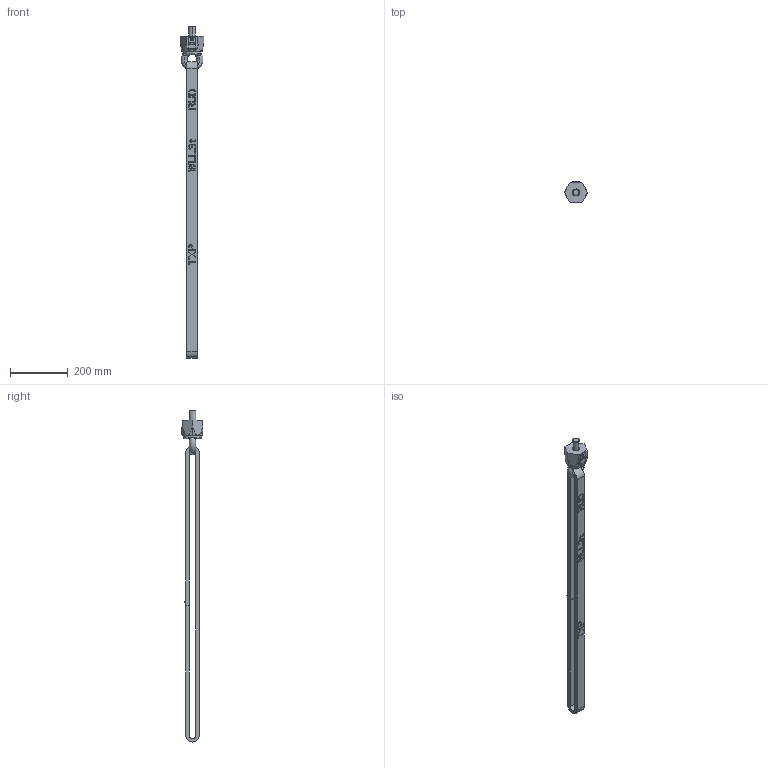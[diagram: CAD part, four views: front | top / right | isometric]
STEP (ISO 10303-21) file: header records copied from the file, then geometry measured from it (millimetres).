
FILE_DESCRIPTION((''),'2;1');
FILE_NAME('001-M36286-P-1_ASM','2021-03-11T',('Anja.Joas'),(''),'PRO/ENGINEER BY PARAMETRIC TECHNOLOGY CORPORATION, 2011490','PRO/ENGINEER BY PARAMETRIC TECHNOLOGY CORPORATION, 2011490','');
FILE_SCHEMA(('CONFIG_CONTROL_DESIGN'));
Length unit declared in the file: millimetre
Products named in the file (5): 001-M31525-P-40_AF0; 001-M34905-P-1_AF1; 001-M36234-P-1; 001-M36234-P-3; 001-M36286-P-1_ASM
Assembly tree (4 placements, depth 2):
  001-M36286-P-1_ASM
    001-M31525-P-40_AF0
    001-M34905-P-1_AF1
    001-M36234-P-1
    001-M36234-P-3
Bounding box: 80 x 73.5 x 1148 mm (x, y, z)
Volume: 1139543.9 mm3; surface area: 245993 mm2
Topology: 4 solids, 4 shells, 1146 faces, 3163 edges, 2079 vertices
Faces by surface type: plane 1021, cylinder 45, torus 31, bspline 31, cone 18
Entity records: 38198 total; most frequent: CARTESIAN_POINT 9048, ORIENTED_EDGE 6326, DIRECTION 5461, EDGE_CURVE 3163, VECTOR 2883, LINE 2883, VERTEX_POINT 2079, AXIS2_PLACEMENT_3D 1289
